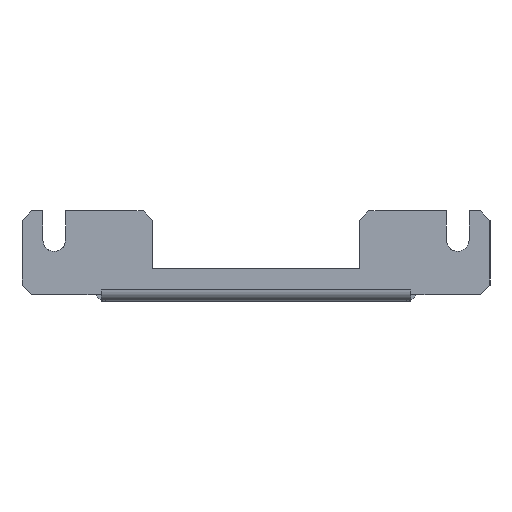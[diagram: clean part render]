
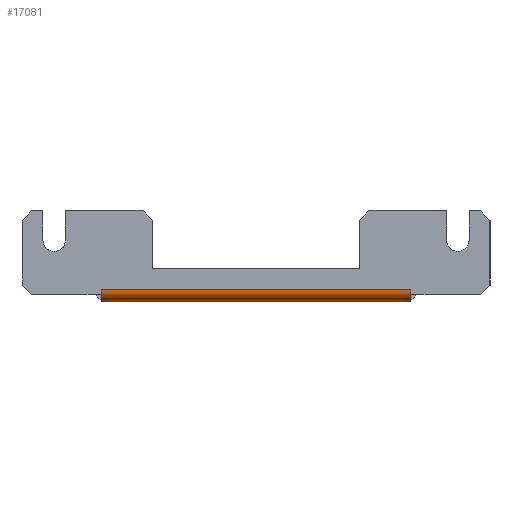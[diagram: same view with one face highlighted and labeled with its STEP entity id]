
A CAD part, left-side view. The second image highlights one B-rep face of the part: STEP entity #17081.
In plain terms, the highlighted cylindrical face has radius 3.5 mm (diameter 7 mm), a partial arc.
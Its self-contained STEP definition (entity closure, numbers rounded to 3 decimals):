
#121=CARTESIAN_POINT('Vertex',(-345.5,48.,0.)) ;
#191=CARTESIAN_POINT('Vertex',(-345.5,-48.,0.)) ;
#194=CARTESIAN_POINT('Line Origine',(-345.5,0.,0.)) ;
#5211=CARTESIAN_POINT('Vertex',(-349.,-48.,3.5)) ;
#5215=CARTESIAN_POINT('Control Point',(-349.,-48.,3.5)) ;
#5216=CARTESIAN_POINT('Control Point',(-349.,-48.,3.169)) ;
#5217=CARTESIAN_POINT('Control Point',(-348.961,-48.,2.838)) ;
#5218=CARTESIAN_POINT('Control Point',(-348.882,-48.,2.512)) ;
#5219=CARTESIAN_POINT('Control Point',(-348.65,-48.,1.887)) ;
#5220=CARTESIAN_POINT('Control Point',(-348.278,-48.,1.333)) ;
#5221=CARTESIAN_POINT('Control Point',(-348.06,-48.,1.079)) ;
#5222=CARTESIAN_POINT('Control Point',(-347.568,-48.,0.628)) ;
#5223=CARTESIAN_POINT('Control Point',(-346.984,-48.,0.304)) ;
#5224=CARTESIAN_POINT('Control Point',(-346.674,-48.,0.177)) ;
#5225=CARTESIAN_POINT('Control Point',(-346.25,-48.,0.061)) ;
#5226=CARTESIAN_POINT('Control Point',(-345.815,-48.,0.012)) ;
#5227=CARTESIAN_POINT('Control Point',(-345.71,-48.,0.004)) ;
#5228=CARTESIAN_POINT('Control Point',(-345.605,-48.,0.)) ;
#5229=CARTESIAN_POINT('Control Point',(-345.5,-48.,0.)) ;
#5283=CARTESIAN_POINT('Control Point',(-349.,48.,3.5)) ;
#5284=CARTESIAN_POINT('Control Point',(-349.,48.,3.169)) ;
#5285=CARTESIAN_POINT('Control Point',(-348.961,48.,2.838)) ;
#5286=CARTESIAN_POINT('Control Point',(-348.882,48.,2.512)) ;
#5287=CARTESIAN_POINT('Control Point',(-348.65,48.,1.887)) ;
#5288=CARTESIAN_POINT('Control Point',(-348.278,48.,1.333)) ;
#5289=CARTESIAN_POINT('Control Point',(-348.06,48.,1.079)) ;
#5290=CARTESIAN_POINT('Control Point',(-347.568,48.,0.628)) ;
#5291=CARTESIAN_POINT('Control Point',(-346.984,48.,0.304)) ;
#5292=CARTESIAN_POINT('Control Point',(-346.674,48.,0.177)) ;
#5293=CARTESIAN_POINT('Control Point',(-346.25,48.,0.061)) ;
#5294=CARTESIAN_POINT('Control Point',(-345.815,48.,0.012)) ;
#5295=CARTESIAN_POINT('Control Point',(-345.71,48.,0.004)) ;
#5296=CARTESIAN_POINT('Control Point',(-345.605,48.,0.)) ;
#5297=CARTESIAN_POINT('Control Point',(-345.5,48.,0.)) ;
#5298=CARTESIAN_POINT('Vertex',(-349.,48.,3.5)) ;
#6080=CARTESIAN_POINT('Line Origine',(-349.,0.,3.5)) ;
#17070=CARTESIAN_POINT('Axis2P3D Location',(-345.5,0.,3.5)) ;
#195=DIRECTION('Vector Direction',(0.,1.,0.)) ;
#6081=DIRECTION('Vector Direction',(0.,-1.,0.)) ;
#17071=DIRECTION('Axis2P3D Direction',(0.,1.,0.)) ;
#17072=DIRECTION('Axis2P3D XDirection',(0.,0.,-1.)) ;
#17073=AXIS2_PLACEMENT_3D('Cylinder Axis2P3D',#17070,#17071,#17072) ;
#17076=ORIENTED_EDGE('',*,*,#198,.F.) ;
#17077=ORIENTED_EDGE('',*,*,#5230,.F.) ;
#17078=ORIENTED_EDGE('',*,*,#6084,.T.) ;
#17079=ORIENTED_EDGE('',*,*,#5300,.T.) ;
#196=VECTOR('Line Direction',#195,1.) ;
#6082=VECTOR('Line Direction',#6081,1.) ;
#17081=ADVANCED_FACE('PartBody',(#17080),#17074,.T.) ;
#5214=B_SPLINE_CURVE_WITH_KNOTS('',5,(#5215,#5216,#5217,#5218,#5219,#5220,#5221,#5222,#5223,#5224,#5225,#5226,#5227,#5228,#5229),.UNSPECIFIED.,.F.,.U.,(6,3,3,3,6),(0.,2.342,4.687,7.031,7.775),.UNSPECIFIED.) ;
#5282=B_SPLINE_CURVE_WITH_KNOTS('',5,(#5283,#5284,#5285,#5286,#5287,#5288,#5289,#5290,#5291,#5292,#5293,#5294,#5295,#5296,#5297),.UNSPECIFIED.,.F.,.U.,(6,3,3,3,6),(0.,2.342,4.687,7.031,7.775),.UNSPECIFIED.) ;
#17074=CYLINDRICAL_SURFACE('generated cylinder',#17073,3.5) ;
#198=EDGE_CURVE('',#192,#122,#197,.T.) ;
#5230=EDGE_CURVE('',#5212,#192,#5214,.T.) ;
#5300=EDGE_CURVE('',#5299,#122,#5282,.T.) ;
#6084=EDGE_CURVE('',#5212,#5299,#6083,.F.) ;
#17075=EDGE_LOOP('',(#17076,#17077,#17078,#17079)) ;
#17080=FACE_OUTER_BOUND('',#17075,.T.) ;
#197=LINE('Line',#194,#196) ;
#6083=LINE('Line',#6080,#6082) ;
#122=VERTEX_POINT('',#121) ;
#192=VERTEX_POINT('',#191) ;
#5212=VERTEX_POINT('',#5211) ;
#5299=VERTEX_POINT('',#5298) ;
